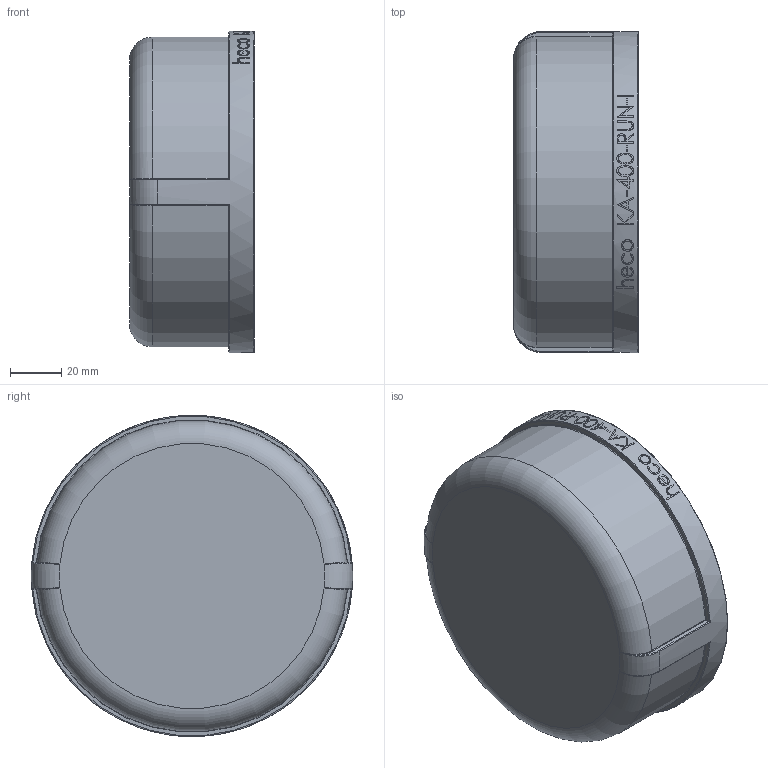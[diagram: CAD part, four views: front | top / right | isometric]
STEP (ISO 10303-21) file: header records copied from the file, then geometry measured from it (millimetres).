
FILE_DESCRIPTION (( 'STEP AP214' ), '1' );
FILE_NAME ('KA-400-RUN-I 2310.STEP', '2023-10-17T09:09:01', ( '' ), ( '' ), 'SwSTEP 2.0', 'SolidWorks 2019', '' );
FILE_SCHEMA (( 'AUTOMOTIVE_DESIGN' ));
Length unit declared in the file: millimetre
Products named in the file (1): KA-400-RUN-I 2310
Bounding box: 49 x 125.98 x 126 mm (x, y, z)
Volume: 143691 mm3; surface area: 57781.6 mm2
Topology: 1 solids, 1 shells, 242 faces, 608 edges, 385 vertices
Faces by surface type: bspline 105, plane 81, cylinder 40, torus 10, sphere 4, cone 2
Full cylindrical faces by diameter (mm): 110.072 x1, 113.23 x1, 126 x1
Entity records: 24429 total; most frequent: CARTESIAN_POINT 17701, ORIENTED_EDGE 1178, DIRECTION 641, EDGE_CURVE 589, VERTEX_POINT 381, B_SPLINE_CURVE_WITH_KNOTS 339, EDGE_LOOP 274, AXIS2_PLACEMENT_3D 253
